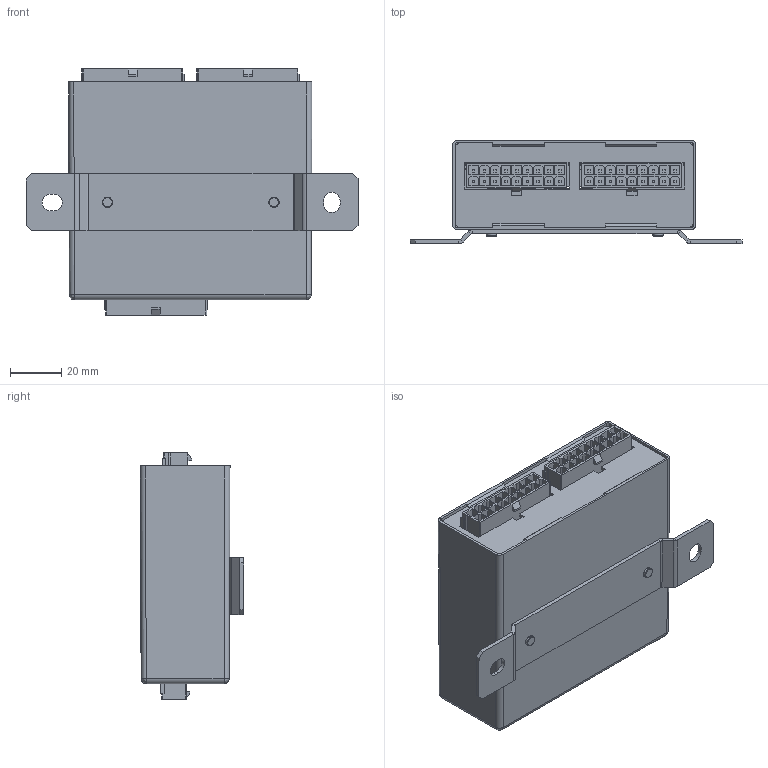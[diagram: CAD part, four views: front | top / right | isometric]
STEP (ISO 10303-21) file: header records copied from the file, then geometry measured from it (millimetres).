
FILE_DESCRIPTION (( 'STEP AP214' ), '1' );
FILE_NAME ('CAN_Relais_Box_with_bracket.STEP', '2015-11-11T08:20:02', ( '' ), ( '' ), 'SwSTEP 2.0', 'SolidWorks 2014', '' );
FILE_SCHEMA (( 'AUTOMOTIVE_DESIGN' ));
Length unit declared in the file: metre
Products named in the file (2): CAN_Relais_Box_with_bracket
Bounding box: 129.6 x 40.33 x 96.09 mm (x, y, z)
Volume: 57069.9 mm3; surface area: 78226.6 mm2
Topology: 6 solids, 6 shells, 1412 faces, 3638 edges, 2394 vertices
Faces by surface type: plane 1216, cylinder 184, bspline 8, torus 4
Entity records: 57964 total; most frequent: CARTESIAN_POINT 7588, ORIENTED_EDGE 7260, DIRECTION 6800, EDGE_CURVE 3630, LINE 3252, VECTOR 3252, VERTEX_POINT 2394, AXIS2_PLACEMENT_3D 1774
